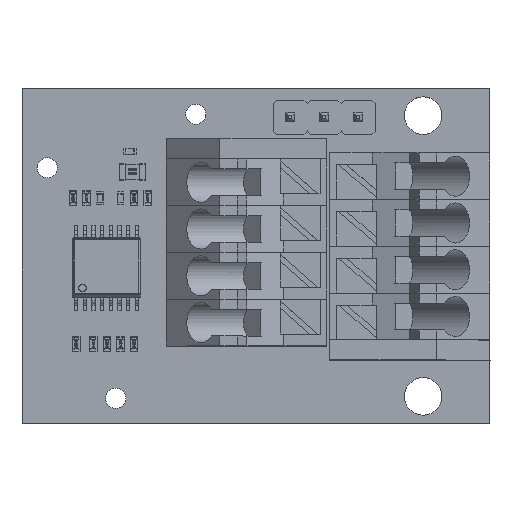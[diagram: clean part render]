
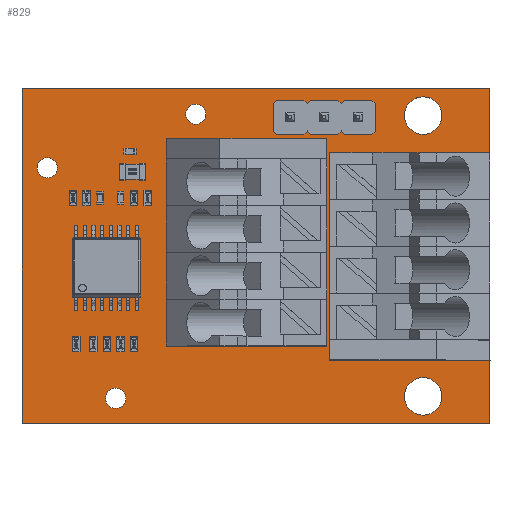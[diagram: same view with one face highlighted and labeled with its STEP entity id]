
A CAD part, top view. The second image highlights one B-rep face of the part: STEP entity #829.
In plain terms, the highlighted planar face has unit normal (0, 0, 1).
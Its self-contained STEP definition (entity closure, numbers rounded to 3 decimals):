
#124 = VERTEX_POINT('',#125);
#125 = CARTESIAN_POINT('',(0.,0.,1.006));
#131 = EDGE_CURVE('',#124,#132,#134,.T.);
#132 = VERTEX_POINT('',#133);
#133 = CARTESIAN_POINT('',(35.,0.,1.006));
#134 = LINE('',#135,#136);
#135 = CARTESIAN_POINT('',(0.,0.,1.006));
#136 = VECTOR('',#137,1.);
#137 = DIRECTION('',(1.,0.,0.));
#162 = EDGE_CURVE('',#132,#163,#165,.T.);
#163 = VERTEX_POINT('',#164);
#164 = CARTESIAN_POINT('',(35.,25.,1.006));
#165 = LINE('',#166,#167);
#166 = CARTESIAN_POINT('',(35.,0.,1.006));
#167 = VECTOR('',#168,1.);
#168 = DIRECTION('',(0.,1.,0.));
#193 = EDGE_CURVE('',#163,#194,#196,.T.);
#194 = VERTEX_POINT('',#195);
#195 = CARTESIAN_POINT('',(0.,25.,1.006));
#196 = LINE('',#197,#198);
#197 = CARTESIAN_POINT('',(35.,25.,1.006));
#198 = VECTOR('',#199,1.);
#199 = DIRECTION('',(-1.,0.,0.));
#224 = EDGE_CURVE('',#194,#124,#225,.T.);
#225 = LINE('',#226,#227);
#226 = CARTESIAN_POINT('',(0.,25.,1.006));
#227 = VECTOR('',#228,1.);
#228 = DIRECTION('',(0.,-1.,0.));
#248 = VERTEX_POINT('',#249);
#249 = CARTESIAN_POINT('',(7.75,1.85,1.006));
#255 = EDGE_CURVE('',#248,#248,#256,.T.);
#256 = CIRCLE('',#257,0.75);
#257 = AXIS2_PLACEMENT_3D('',#258,#259,#260);
#258 = CARTESIAN_POINT('',(7.,1.85,1.006));
#259 = DIRECTION('',(0.,0.,1.));
#260 = DIRECTION('',(1.,0.,0.));
#281 = VERTEX_POINT('',#282);
#282 = CARTESIAN_POINT('',(16.1,10.997,1.006));
#288 = EDGE_CURVE('',#281,#281,#289,.T.);
#289 = CIRCLE('',#290,0.6);
#290 = AXIS2_PLACEMENT_3D('',#291,#292,#293);
#291 = CARTESIAN_POINT('',(15.5,10.997,1.006));
#292 = DIRECTION('',(0.,0.,1.));
#293 = DIRECTION('',(1.,0.,0.));
#314 = VERTEX_POINT('',#315);
#315 = CARTESIAN_POINT('',(21.1,7.497,1.006));
#321 = EDGE_CURVE('',#314,#314,#322,.T.);
#322 = CIRCLE('',#323,0.6);
#323 = AXIS2_PLACEMENT_3D('',#324,#325,#326);
#324 = CARTESIAN_POINT('',(20.5,7.497,1.006));
#325 = DIRECTION('',(0.,0.,1.));
#326 = DIRECTION('',(1.,0.,0.));
#347 = VERTEX_POINT('',#348);
#348 = CARTESIAN_POINT('',(21.1,14.498,1.006));
#354 = EDGE_CURVE('',#347,#347,#355,.T.);
#355 = CIRCLE('',#356,0.6);
#356 = AXIS2_PLACEMENT_3D('',#357,#358,#359);
#357 = CARTESIAN_POINT('',(20.5,14.498,1.006));
#358 = DIRECTION('',(0.,0.,1.));
#359 = DIRECTION('',(1.,0.,0.));
#380 = VERTEX_POINT('',#381);
#381 = CARTESIAN_POINT('',(2.65,19.1,1.006));
#387 = EDGE_CURVE('',#380,#380,#388,.T.);
#388 = CIRCLE('',#389,0.75);
#389 = AXIS2_PLACEMENT_3D('',#390,#391,#392);
#390 = CARTESIAN_POINT('',(1.9,19.1,1.006));
#391 = DIRECTION('',(0.,0.,1.));
#392 = DIRECTION('',(1.,0.,0.));
#413 = VERTEX_POINT('',#414);
#414 = CARTESIAN_POINT('',(13.75,23.1,1.006));
#420 = EDGE_CURVE('',#413,#413,#421,.T.);
#421 = CIRCLE('',#422,0.75);
#422 = AXIS2_PLACEMENT_3D('',#423,#424,#425);
#423 = CARTESIAN_POINT('',(13.,23.1,1.006));
#424 = DIRECTION('',(0.,0.,1.));
#425 = DIRECTION('',(1.,0.,0.));
#446 = VERTEX_POINT('',#447);
#447 = CARTESIAN_POINT('',(16.1,17.998,1.006));
#453 = EDGE_CURVE('',#446,#446,#454,.T.);
#454 = CIRCLE('',#455,0.6);
#455 = AXIS2_PLACEMENT_3D('',#456,#457,#458);
#456 = CARTESIAN_POINT('',(15.5,17.998,1.006));
#457 = DIRECTION('',(0.,0.,1.));
#458 = DIRECTION('',(1.,0.,0.));
#479 = VERTEX_POINT('',#480);
#480 = CARTESIAN_POINT('',(20.523,22.86,1.006));
#486 = EDGE_CURVE('',#479,#479,#487,.T.);
#487 = CIRCLE('',#488,0.457);
#488 = AXIS2_PLACEMENT_3D('',#489,#490,#491);
#489 = CARTESIAN_POINT('',(20.066,22.86,1.006));
#490 = DIRECTION('',(0.,0.,1.));
#491 = DIRECTION('',(1.,0.,0.));
#512 = VERTEX_POINT('',#513);
#513 = CARTESIAN_POINT('',(30.9,7.952,1.006));
#519 = EDGE_CURVE('',#512,#512,#520,.T.);
#520 = CIRCLE('',#521,0.6);
#521 = AXIS2_PLACEMENT_3D('',#522,#523,#524);
#522 = CARTESIAN_POINT('',(30.3,7.952,1.006));
#523 = DIRECTION('',(0.,0.,1.));
#524 = DIRECTION('',(1.,0.,0.));
#545 = VERTEX_POINT('',#546);
#546 = CARTESIAN_POINT('',(25.9,11.452,1.006));
#552 = EDGE_CURVE('',#545,#545,#553,.T.);
#553 = CIRCLE('',#554,0.6);
#554 = AXIS2_PLACEMENT_3D('',#555,#556,#557);
#555 = CARTESIAN_POINT('',(25.3,11.452,1.006));
#556 = DIRECTION('',(0.,0.,1.));
#557 = DIRECTION('',(1.,0.,0.));
#578 = VERTEX_POINT('',#579);
#579 = CARTESIAN_POINT('',(31.4,2.,1.006));
#585 = EDGE_CURVE('',#578,#578,#586,.T.);
#586 = CIRCLE('',#587,1.4);
#587 = AXIS2_PLACEMENT_3D('',#588,#589,#590);
#588 = CARTESIAN_POINT('',(30.,2.,1.006));
#589 = DIRECTION('',(0.,0.,1.));
#590 = DIRECTION('',(1.,0.,0.));
#611 = VERTEX_POINT('',#612);
#612 = CARTESIAN_POINT('',(30.9,14.953,1.006));
#618 = EDGE_CURVE('',#611,#611,#619,.T.);
#619 = CIRCLE('',#620,0.6);
#620 = AXIS2_PLACEMENT_3D('',#621,#622,#623);
#621 = CARTESIAN_POINT('',(30.3,14.953,1.006));
#622 = DIRECTION('',(0.,0.,1.));
#623 = DIRECTION('',(1.,0.,0.));
#644 = VERTEX_POINT('',#645);
#645 = CARTESIAN_POINT('',(25.603,22.86,1.006));
#651 = EDGE_CURVE('',#644,#644,#652,.T.);
#652 = CIRCLE('',#653,0.457);
#653 = AXIS2_PLACEMENT_3D('',#654,#655,#656);
#654 = CARTESIAN_POINT('',(25.146,22.86,1.006));
#655 = DIRECTION('',(0.,0.,1.));
#656 = DIRECTION('',(1.,0.,0.));
#677 = VERTEX_POINT('',#678);
#678 = CARTESIAN_POINT('',(23.063,22.86,1.006));
#684 = EDGE_CURVE('',#677,#677,#685,.T.);
#685 = CIRCLE('',#686,0.457);
#686 = AXIS2_PLACEMENT_3D('',#687,#688,#689);
#687 = CARTESIAN_POINT('',(22.606,22.86,1.006));
#688 = DIRECTION('',(0.,0.,1.));
#689 = DIRECTION('',(1.,0.,0.));
#710 = VERTEX_POINT('',#711);
#711 = CARTESIAN_POINT('',(25.9,18.453,1.006));
#717 = EDGE_CURVE('',#710,#710,#718,.T.);
#718 = CIRCLE('',#719,0.6);
#719 = AXIS2_PLACEMENT_3D('',#720,#721,#722);
#720 = CARTESIAN_POINT('',(25.3,18.453,1.006));
#721 = DIRECTION('',(0.,0.,1.));
#722 = DIRECTION('',(1.,0.,0.));
#743 = VERTEX_POINT('',#744);
#744 = CARTESIAN_POINT('',(31.4,23.,1.006));
#750 = EDGE_CURVE('',#743,#743,#751,.T.);
#751 = CIRCLE('',#752,1.4);
#752 = AXIS2_PLACEMENT_3D('',#753,#754,#755);
#753 = CARTESIAN_POINT('',(30.,23.,1.006));
#754 = DIRECTION('',(0.,0.,1.));
#755 = DIRECTION('',(1.,0.,0.));
#829 = ADVANCED_FACE('',(#830,#836,#839,#842,#845,#848,#851,#854,#857,
    #860,#863,#866,#869,#872,#875,#878,#881),#884,.F.);
#830 = FACE_BOUND('',#831,.T.);
#831 = EDGE_LOOP('',(#832,#833,#834,#835));
#832 = ORIENTED_EDGE('',*,*,#131,.T.);
#833 = ORIENTED_EDGE('',*,*,#162,.T.);
#834 = ORIENTED_EDGE('',*,*,#193,.T.);
#835 = ORIENTED_EDGE('',*,*,#224,.T.);
#836 = FACE_BOUND('',#837,.F.);
#837 = EDGE_LOOP('',(#838));
#838 = ORIENTED_EDGE('',*,*,#255,.T.);
#839 = FACE_BOUND('',#840,.F.);
#840 = EDGE_LOOP('',(#841));
#841 = ORIENTED_EDGE('',*,*,#288,.T.);
#842 = FACE_BOUND('',#843,.F.);
#843 = EDGE_LOOP('',(#844));
#844 = ORIENTED_EDGE('',*,*,#321,.T.);
#845 = FACE_BOUND('',#846,.F.);
#846 = EDGE_LOOP('',(#847));
#847 = ORIENTED_EDGE('',*,*,#354,.T.);
#848 = FACE_BOUND('',#849,.F.);
#849 = EDGE_LOOP('',(#850));
#850 = ORIENTED_EDGE('',*,*,#387,.T.);
#851 = FACE_BOUND('',#852,.F.);
#852 = EDGE_LOOP('',(#853));
#853 = ORIENTED_EDGE('',*,*,#420,.T.);
#854 = FACE_BOUND('',#855,.F.);
#855 = EDGE_LOOP('',(#856));
#856 = ORIENTED_EDGE('',*,*,#453,.T.);
#857 = FACE_BOUND('',#858,.F.);
#858 = EDGE_LOOP('',(#859));
#859 = ORIENTED_EDGE('',*,*,#486,.T.);
#860 = FACE_BOUND('',#861,.F.);
#861 = EDGE_LOOP('',(#862));
#862 = ORIENTED_EDGE('',*,*,#519,.T.);
#863 = FACE_BOUND('',#864,.F.);
#864 = EDGE_LOOP('',(#865));
#865 = ORIENTED_EDGE('',*,*,#552,.T.);
#866 = FACE_BOUND('',#867,.F.);
#867 = EDGE_LOOP('',(#868));
#868 = ORIENTED_EDGE('',*,*,#585,.T.);
#869 = FACE_BOUND('',#870,.F.);
#870 = EDGE_LOOP('',(#871));
#871 = ORIENTED_EDGE('',*,*,#618,.T.);
#872 = FACE_BOUND('',#873,.F.);
#873 = EDGE_LOOP('',(#874));
#874 = ORIENTED_EDGE('',*,*,#651,.T.);
#875 = FACE_BOUND('',#876,.F.);
#876 = EDGE_LOOP('',(#877));
#877 = ORIENTED_EDGE('',*,*,#684,.T.);
#878 = FACE_BOUND('',#879,.F.);
#879 = EDGE_LOOP('',(#880));
#880 = ORIENTED_EDGE('',*,*,#717,.T.);
#881 = FACE_BOUND('',#882,.F.);
#882 = EDGE_LOOP('',(#883));
#883 = ORIENTED_EDGE('',*,*,#750,.T.);
#884 = PLANE('',#885);
#885 = AXIS2_PLACEMENT_3D('',#886,#887,#888);
#886 = CARTESIAN_POINT('',(0.,0.,1.006));
#887 = DIRECTION('',(0.,0.,-1.));
#888 = DIRECTION('',(-1.,0.,0.));
